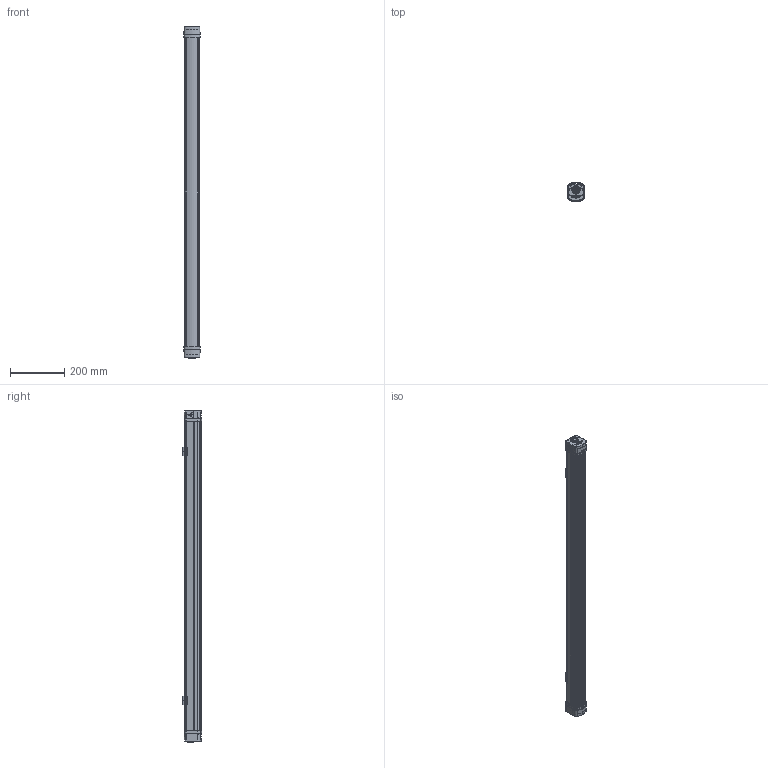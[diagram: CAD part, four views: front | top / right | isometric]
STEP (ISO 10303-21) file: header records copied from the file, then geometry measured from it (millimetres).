
FILE_DESCRIPTION (( 'STEP AP214' ), '1' );
FILE_NAME ('PRACHT_KATLA_ECO_3D_1225.step', '2023-11-17T08:54:31', ( '' ), ( '' ), 'SwSTEP 2.0', 'SolidWorks 2022', '' );
FILE_SCHEMA (( 'AUTOMOTIVE_DESIGN' ));
Length unit declared in the file: millimetre
Products named in the file (9): PP0228_001002_Endkappe B1; PP0228_002001_Endkappe A2; PP0228_002000_Endkappe 2 vormontiert; PP0228_000006_Befestigungsklammer; PP0228_001001_Endkappe A1; PRACHT_KATLA_ECO_3D_1225; PP0228_001000_Endkappe 1 vormontiert; PP0228_000001_Profil 1200; PP0228_001005_Wuergestopfen A1
Assembly tree (11 placements, depth 3):
  PRACHT_KATLA_ECO_3D_1225
    PP0228_000001_Profil 1200
    PP0228_001000_Endkappe 1 vormontiert
      PP0228_001001_Endkappe A1
      PP0228_001002_Endkappe B1
      PP0228_001005_Wuergestopfen A1
    PP0228_002000_Endkappe 2 vormontiert
      PP0228_002001_Endkappe A2
      PP0228_001002_Endkappe B1
      PP0228_001005_Wuergestopfen A1
    PP0228_000006_Befestigungsklammer  x2
Bounding box: 60.29 x 70.87 x 1227 mm (x, y, z)
Volume: 404251.7 mm3; surface area: 683284.8 mm2
Topology: 9 solids, 11 shells, 2096 faces, 5705 edges, 3732 vertices
Faces by surface type: plane 1188, cylinder 422, cone 286, bspline 128, torus 72
Entity records: 59041 total; most frequent: CARTESIAN_POINT 18000, ORIENTED_EDGE 8850, DIRECTION 8040, EDGE_CURVE 4427, VERTEX_POINT 2894, VECTOR 2804, LINE 2804, AXIS2_PLACEMENT_3D 2618
